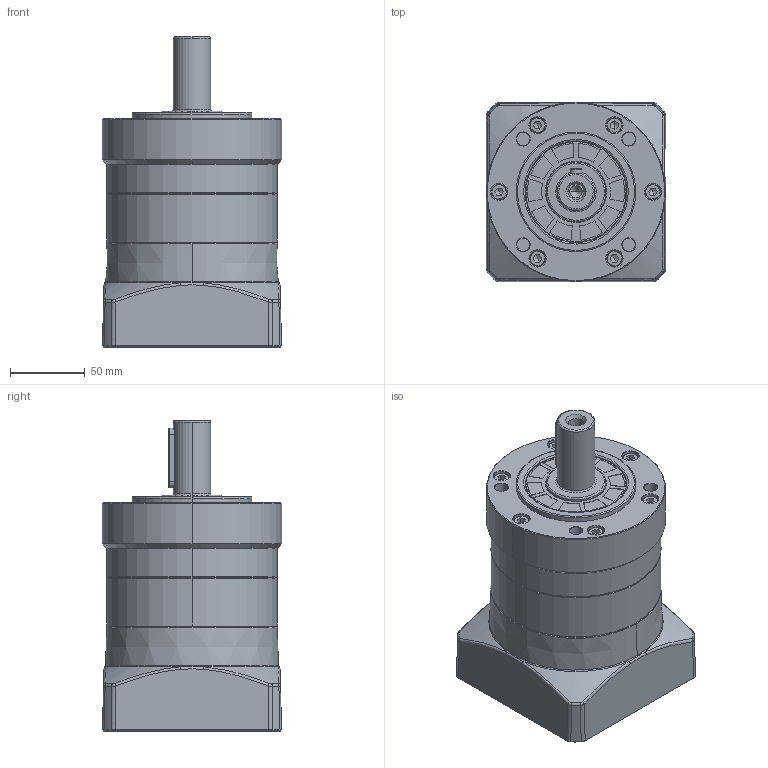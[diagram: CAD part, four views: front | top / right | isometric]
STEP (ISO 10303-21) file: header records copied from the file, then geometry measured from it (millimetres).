
FILE_DESCRIPTION (( 'STEP AP214' ), '1' );
FILE_NAME ('FE-120-L1-P2-¦µ22-¦µ95-¦µ115-M6-59.STEP', '2024-01-04T05:51:42', ( 'admin' ), ( '' ), 'SwSTEP 2.0', 'SolidWorks 2013', '' );
FILE_SCHEMA (( 'AUTOMOTIVE_DESIGN' ));
Length unit declared in the file: millimetre
Products named in the file (9): FE120-C25^FE-120-L1-P2-_24-_110-_145-M8-59; FE120^FE-120-L1-P2-_24-_110-_145-M8-59; FE120-D108^FE-120-L1-P2-_24-_110-_145-M8-59; 葩璃 FBK________ KG40x68x5^FE-120-L1-P2-_24-_110-_145-M8-59; FE-120-L1-P2-朴22-朴95-朴115-M6-59; 镂空输入法兰FE120-95x70xM6(115); 单边锁输入轴FE120-22（带螺丝）; 葩璃 M6______^FE-120-L1-P2-_24-_110-_145-M8-59; 8X40^FE-120-L1-P2-_24-_110-_145-M8-59
Assembly tree (19 placements, depth 2):
  FE-120-L1-P2-朴22-朴95-朴115-M6-59
    葩璃 FBK________ KG40x68x5^FE-120-L1-P2-_24-_110-_145-M8-59
    FE120-D108^FE-120-L1-P2-_24-_110-_145-M8-59
    FE120^FE-120-L1-P2-_24-_110-_145-M8-59
    FE120-C25^FE-120-L1-P2-_24-_110-_145-M8-59
    8X40^FE-120-L1-P2-_24-_110-_145-M8-59
    葩璃 M6______^FE-120-L1-P2-_24-_110-_145-M8-59  x12
    单边锁输入轴FE120-22（带螺丝）
    镂空输入法兰FE120-95x70xM6(115)
Bounding box: 120 x 120 x 208 mm (x, y, z)
Volume: 1431527.6 mm3; surface area: 238096.5 mm2
Topology: 8 solids, 33 shells, 1255 faces, 2985 edges, 1816 vertices
Faces by surface type: bspline 400, plane 345, cylinder 271, cone 209, torus 30
Entity records: 43797 total; most frequent: CARTESIAN_POINT 23609, ORIENTED_EDGE 4599, DIRECTION 3450, EDGE_CURVE 2303, AXIS2_PLACEMENT_3D 1395, VERTEX_POINT 1387, EDGE_LOOP 1079, ADVANCED_FACE 991
